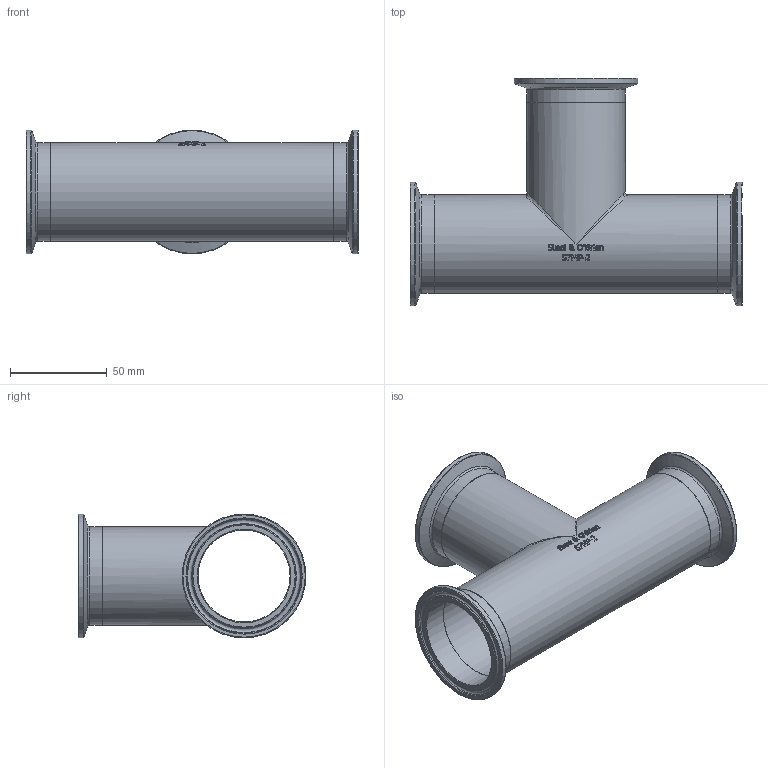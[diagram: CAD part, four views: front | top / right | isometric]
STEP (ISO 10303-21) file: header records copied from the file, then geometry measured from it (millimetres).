
FILE_DESCRIPTION(/* description */ (''),/* implementation_level */ '2;1');
FILE_NAME(/* name */ 'S7MP-2.stp',/* time_stamp */ '2018-11-29T09:06:54-05:00',/* author */ ('ken'),/* organization */ (''),/* preprocessor_version */ 'ST-DEVELOPER v15.2',/* originating_system */ 'Autodesk Inventor 2014',/* authorisation */ '');
FILE_SCHEMA (('AUTOMOTIVE_DESIGN { 1 0 10303 214 3 1 1 }'));
Length unit declared in the file: inch
Products named in the file (1): S7MP-2
Bounding box: 171.45 x 117.68 x 63.91 mm (x, y, z)
Volume: 69934.4 mm3; surface area: 77739.9 mm2
Topology: 1 solids, 1 shells, 368 faces, 953 edges, 620 vertices
Faces by surface type: bspline 156, plane 134, cylinder 42, torus 27, cone 9
Full cylindrical faces by diameter (mm): 47.498 x5, 50.8 x5, 63.906 x3
Entity records: 13871 total; most frequent: CARTESIAN_POINT 5912, ORIENTED_EDGE 1788, DIRECTION 1204, EDGE_CURVE 894, VERTEX_POINT 616, EDGE_LOOP 460, AXIS2_PLACEMENT_3D 405, LINE 394
